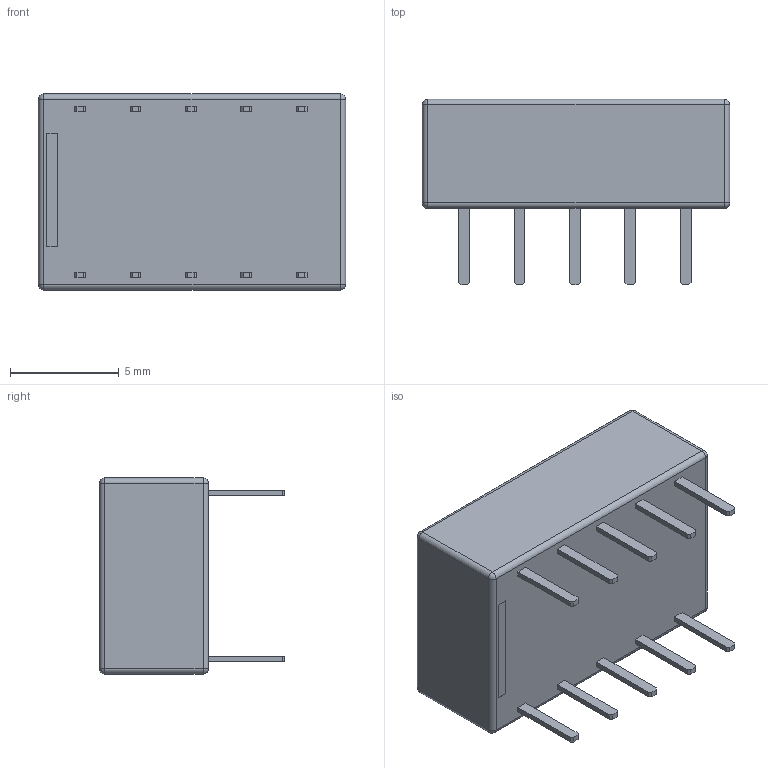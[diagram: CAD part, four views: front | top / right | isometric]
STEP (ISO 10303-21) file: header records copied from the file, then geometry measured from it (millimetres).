
FILE_DESCRIPTION (( 'STEP AP214' ), '1' );
FILE_NAME ('Relay Omron G6H-2 5VDC.STEP', '2020-12-18T08:56:01', ( '' ), ( '' ), 'SwSTEP 2.0', 'SolidWorks 2016', '' );
FILE_SCHEMA (( 'AUTOMOTIVE_DESIGN' ));
Length unit declared in the file: millimetre
Products named in the file (1): Relay Omron G6H-2 5VDC
Bounding box: 14.1 x 8.51 x 9 mm (x, y, z)
Volume: 637.5 mm3; surface area: 525.8 mm2
Topology: 1 solids, 1 shells, 240 faces, 620 edges, 400 vertices
Faces by surface type: plane 161, bspline 59, cylinder 12, sphere 8
Entity records: 13006 total; most frequent: CARTESIAN_POINT 5240, ORIENTED_EDGE 1224, DIRECTION 882, EDGE_CURVE 612, VECTOR 470, LINE 470, VERTEX_POINT 400, EDGE_LOOP 266
